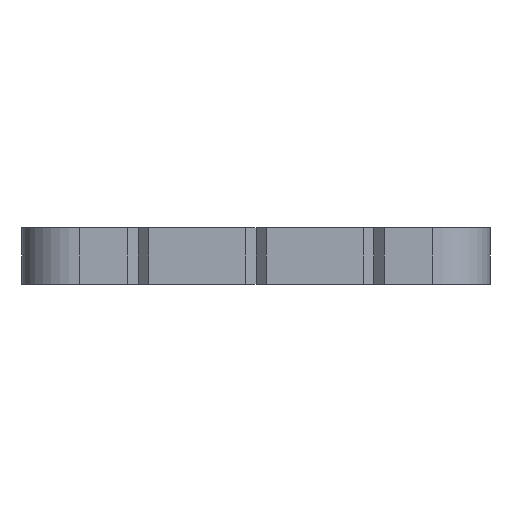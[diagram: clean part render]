
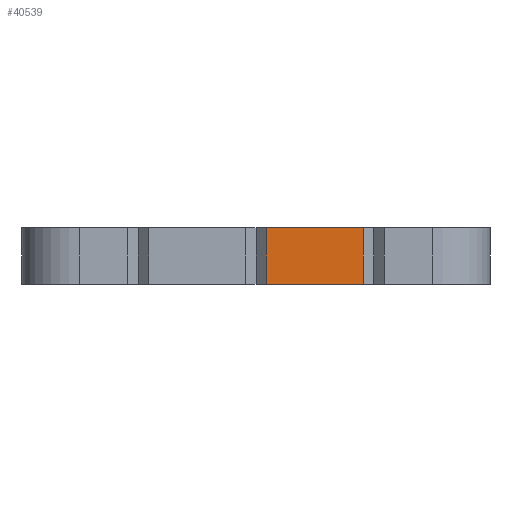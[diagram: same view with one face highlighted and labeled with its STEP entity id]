
A CAD part, left-side view. The second image highlights one B-rep face of the part: STEP entity #40539.
In plain terms, the highlighted planar face has unit normal (-1, 0, 0).
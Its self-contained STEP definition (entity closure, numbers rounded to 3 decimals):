
#211 = EDGE_CURVE ( 'NONE', #44003, #12487, #38008, .T. ) ;
#950 = LINE ( 'NONE', #22638, #37844 ) ;
#1101 = DIRECTION ( 'NONE',  ( 0., 0., -1. ) ) ;
#2371 = CARTESIAN_POINT ( 'NONE',  ( -37.95, -11.569, -3.05 ) ) ;
#3158 = VECTOR ( 'NONE', #24956, 1000. ) ;
#4286 = LINE ( 'NONE', #42614, #3158 ) ;
#5180 = VERTEX_POINT ( 'NONE', #17455 ) ;
#7485 = EDGE_CURVE ( 'NONE', #5180, #12487, #950, .T. ) ;
#9845 = VERTEX_POINT ( 'NONE', #41821 ) ;
#10854 = FACE_OUTER_BOUND ( 'NONE', #43386, .T. ) ;
#12487 = VERTEX_POINT ( 'NONE', #30736 ) ;
#15187 = ORIENTED_EDGE ( 'NONE', *, *, #7485, .T. ) ;
#17238 = DIRECTION ( 'NONE',  ( 0., 0., 1. ) ) ;
#17455 = CARTESIAN_POINT ( 'NONE',  ( -37.95, -1.132, 3.05 ) ) ;
#19230 = AXIS2_PLACEMENT_3D ( 'NONE', #24154, #38397, #17238 ) ;
#22638 = CARTESIAN_POINT ( 'NONE',  ( -37.95, -1.132, 5.58 ) ) ;
#22992 = LINE ( 'NONE', #25464, #30164 ) ;
#24154 = CARTESIAN_POINT ( 'NONE',  ( -37.95, 19.05, -94.215 ) ) ;
#24610 = ORIENTED_EDGE ( 'NONE', *, *, #211, .F. ) ;
#24956 = DIRECTION ( 'NONE',  ( 0., 0., -1. ) ) ;
#25265 = DIRECTION ( 'NONE',  ( 0., 1., 0. ) ) ;
#25464 = CARTESIAN_POINT ( 'NONE',  ( -37.95, 19.05, 3.05 ) ) ;
#27912 = ORIENTED_EDGE ( 'NONE', *, *, #29900, .F. ) ;
#28553 = VECTOR ( 'NONE', #25265, 1000. ) ;
#29010 = DIRECTION ( 'NONE',  ( 0., -1., 0. ) ) ;
#29900 = EDGE_CURVE ( 'NONE', #5180, #9845, #22992, .T. ) ;
#30164 = VECTOR ( 'NONE', #29010, 1000. ) ;
#30736 = CARTESIAN_POINT ( 'NONE',  ( -37.95, -1.132, -3.05 ) ) ;
#34013 = ORIENTED_EDGE ( 'NONE', *, *, #44201, .F. ) ;
#34823 = PLANE ( 'NONE',  #19230 ) ;
#37844 = VECTOR ( 'NONE', #1101, 1000. ) ;
#38008 = LINE ( 'NONE', #39345, #28553 ) ;
#38397 = DIRECTION ( 'NONE',  ( -1., 0., 0. ) ) ;
#39345 = CARTESIAN_POINT ( 'NONE',  ( -37.95, 19.05, -3.05 ) ) ;
#40539 = ADVANCED_FACE ( 'NONE', ( #10854 ), #34823, .T. ) ;
#41821 = CARTESIAN_POINT ( 'NONE',  ( -37.95, -11.569, 3.05 ) ) ;
#42614 = CARTESIAN_POINT ( 'NONE',  ( -37.95, -11.569, 5.58 ) ) ;
#43386 = EDGE_LOOP ( 'NONE', ( #15187, #24610, #34013, #27912 ) ) ;
#44003 = VERTEX_POINT ( 'NONE', #2371 ) ;
#44201 = EDGE_CURVE ( 'NONE', #9845, #44003, #4286, .T. ) ;
